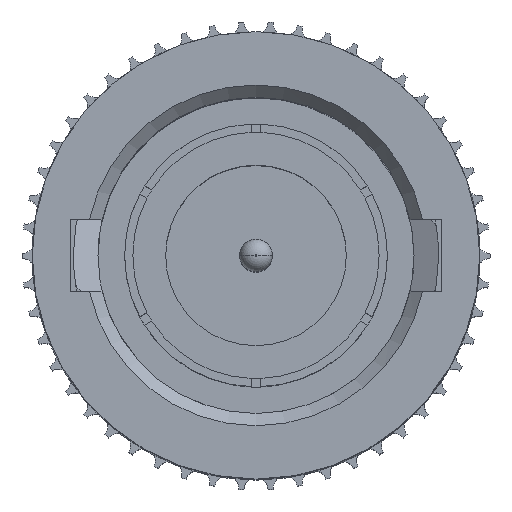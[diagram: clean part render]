
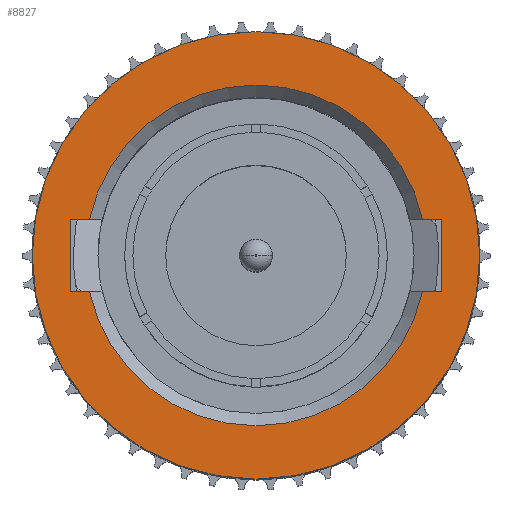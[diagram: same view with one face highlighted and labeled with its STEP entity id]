
A CAD part, top view. The second image highlights one B-rep face of the part: STEP entity #8827.
In plain terms, the highlighted planar face has unit normal (0, 0, 1).
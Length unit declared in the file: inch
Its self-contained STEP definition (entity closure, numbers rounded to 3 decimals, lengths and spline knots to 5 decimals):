
#100 = VECTOR ( 'NONE', #7137, 39.37008 ) ;
#174 = DIRECTION ( 'NONE',  ( 0., 0., 1. ) ) ;
#241 = ORIENTED_EDGE ( 'NONE', *, *, #6847, .F. ) ;
#376 = CARTESIAN_POINT ( 'NONE',  ( -0.22627, -0.04356, 0.4405 ) ) ;
#642 = DIRECTION ( 'NONE',  ( 0., 0., -1. ) ) ;
#963 = LINE ( 'NONE', #6878, #2488 ) ;
#1436 = CARTESIAN_POINT ( 'NONE',  ( -0.20288, -0.04356, 0.4405 ) ) ;
#1539 = EDGE_LOOP ( 'NONE', ( #17414, #4045 ) ) ;
#2488 = VECTOR ( 'NONE', #10440, 39.37008 ) ;
#2515 = DIRECTION ( 'NONE',  ( 0., 0., 1. ) ) ;
#2625 = CARTESIAN_POINT ( 'NONE',  ( 0., 0., 0.4405 ) ) ;
#2750 = ORIENTED_EDGE ( 'NONE', *, *, #20109, .F. ) ;
#2836 = LINE ( 'NONE', #8736, #100 ) ;
#2877 = DIRECTION ( 'NONE',  ( 0., 0., -1. ) ) ;
#2982 = CARTESIAN_POINT ( 'NONE',  ( 0., 0., 0.4405 ) ) ;
#2999 = CARTESIAN_POINT ( 'NONE',  ( 0., 0., 0.4405 ) ) ;
#3786 = VERTEX_POINT ( 'NONE', #1436 ) ;
#4045 = ORIENTED_EDGE ( 'NONE', *, *, #22798, .T. ) ;
#4140 = EDGE_CURVE ( 'NONE', #18972, #23373, #21661, .T. ) ;
#4561 = LINE ( 'NONE', #14065, #7510 ) ;
#4821 = DIRECTION ( 'NONE',  ( 1., 0., 0. ) ) ;
#5201 = VECTOR ( 'NONE', #16436, 39.37008 ) ;
#5298 = DIRECTION ( 'NONE',  ( 0., -1., 0. ) ) ;
#5604 = VERTEX_POINT ( 'NONE', #16462 ) ;
#6062 = VERTEX_POINT ( 'NONE', #16930 ) ;
#6824 = EDGE_CURVE ( 'NONE', #19227, #5604, #2836, .T. ) ;
#6847 = EDGE_CURVE ( 'NONE', #22349, #10408, #22265, .T. ) ;
#6878 = CARTESIAN_POINT ( 'NONE',  ( -0.22627, -0.04356, 0.4405 ) ) ;
#7137 = DIRECTION ( 'NONE',  ( -1., 0., 0. ) ) ;
#7254 = VECTOR ( 'NONE', #7652, 39.37008 ) ;
#7439 = ORIENTED_EDGE ( 'NONE', *, *, #22728, .T. ) ;
#7510 = VECTOR ( 'NONE', #4821, 39.37008 ) ;
#7543 = LINE ( 'NONE', #22913, #7254 ) ;
#7652 = DIRECTION ( 'NONE',  ( 0., 1., 0. ) ) ;
#7804 = CARTESIAN_POINT ( 'NONE',  ( -0.20288, 0.04356, 0.4405 ) ) ;
#7830 = ORIENTED_EDGE ( 'NONE', *, *, #11438, .F. ) ;
#7926 = CARTESIAN_POINT ( 'NONE',  ( 0., 0., 0.4405 ) ) ;
#8294 = DIRECTION ( 'NONE',  ( 1., 0., 0. ) ) ;
#8545 = CARTESIAN_POINT ( 'NONE',  ( 0., 0., 0.4405 ) ) ;
#8736 = CARTESIAN_POINT ( 'NONE',  ( -0.22627, 0.04356, 0.4405 ) ) ;
#8739 = LINE ( 'NONE', #10716, #5201 ) ;
#8827 = ADVANCED_FACE ( 'NONE', ( #18725, #9293 ), #24408, .T. ) ;
#8911 = VERTEX_POINT ( 'NONE', #7804 ) ;
#8913 = DIRECTION ( 'NONE',  ( 1., 0., 0. ) ) ;
#9293 = FACE_OUTER_BOUND ( 'NONE', #1539, .T. ) ;
#9442 = CARTESIAN_POINT ( 'NONE',  ( -0.22627, 0.04356, 0.4405 ) ) ;
#9716 = AXIS2_PLACEMENT_3D ( 'NONE', #7926, #174, #11377 ) ;
#10127 = DIRECTION ( 'NONE',  ( 0., 0., 1. ) ) ;
#10157 = CARTESIAN_POINT ( 'NONE',  ( 0.2725, 0., 0.4405 ) ) ;
#10408 = VERTEX_POINT ( 'NONE', #376 ) ;
#10440 = DIRECTION ( 'NONE',  ( 1., 0., 0. ) ) ;
#10636 = EDGE_CURVE ( 'NONE', #8911, #22349, #8739, .T. ) ;
#10716 = CARTESIAN_POINT ( 'NONE',  ( -0.22627, 0.04356, 0.4405 ) ) ;
#10787 = AXIS2_PLACEMENT_3D ( 'NONE', #8545, #2877, #8294 ) ;
#10945 = AXIS2_PLACEMENT_3D ( 'NONE', #2999, #2515, #8913 ) ;
#10954 = ORIENTED_EDGE ( 'NONE', *, *, #10636, .F. ) ;
#11180 = VERTEX_POINT ( 'NONE', #18573 ) ;
#11377 = DIRECTION ( 'NONE',  ( 1., 0., 0. ) ) ;
#11438 = EDGE_CURVE ( 'NONE', #10408, #3786, #4561, .T. ) ;
#13872 = VECTOR ( 'NONE', #5298, 39.37008 ) ;
#13950 = CIRCLE ( 'NONE', #10787, 0.2075 ) ;
#13965 = DIRECTION ( 'NONE',  ( 1., 0., 0. ) ) ;
#14065 = CARTESIAN_POINT ( 'NONE',  ( -0.22627, -0.04356, 0.4405 ) ) ;
#14199 = ORIENTED_EDGE ( 'NONE', *, *, #20684, .T. ) ;
#14677 = CARTESIAN_POINT ( 'NONE',  ( -0.22627, 0.04356, 0.4405 ) ) ;
#16436 = DIRECTION ( 'NONE',  ( -1., 0., 0. ) ) ;
#16462 = CARTESIAN_POINT ( 'NONE',  ( 0.20288, 0.04356, 0.4405 ) ) ;
#16930 = CARTESIAN_POINT ( 'NONE',  ( 0.22627, -0.04356, 0.4405 ) ) ;
#17414 = ORIENTED_EDGE ( 'NONE', *, *, #4140, .T. ) ;
#17603 = AXIS2_PLACEMENT_3D ( 'NONE', #2982, #642, #13965 ) ;
#17821 = DIRECTION ( 'NONE',  ( 1., 0., 0. ) ) ;
#18573 = CARTESIAN_POINT ( 'NONE',  ( 0.20288, -0.04356, 0.4405 ) ) ;
#18725 = FACE_BOUND ( 'NONE', #19691, .T. ) ;
#18972 = VERTEX_POINT ( 'NONE', #23984 ) ;
#19227 = VERTEX_POINT ( 'NONE', #20640 ) ;
#19536 = ORIENTED_EDGE ( 'NONE', *, *, #6824, .F. ) ;
#19691 = EDGE_LOOP ( 'NONE', ( #10954, #14199, #19536, #23560, #2750, #7439, #7830, #241 ) ) ;
#20109 = EDGE_CURVE ( 'NONE', #11180, #6062, #963, .T. ) ;
#20640 = CARTESIAN_POINT ( 'NONE',  ( 0.22627, 0.04356, 0.4405 ) ) ;
#20684 = EDGE_CURVE ( 'NONE', #8911, #5604, #13950, .T. ) ;
#20793 = EDGE_CURVE ( 'NONE', #6062, #19227, #7543, .T. ) ;
#21661 = CIRCLE ( 'NONE', #10945, 0.2725 ) ;
#22265 = LINE ( 'NONE', #14677, #13872 ) ;
#22349 = VERTEX_POINT ( 'NONE', #9442 ) ;
#22381 = CIRCLE ( 'NONE', #24340, 0.2725 ) ;
#22424 = CIRCLE ( 'NONE', #17603, 0.2075 ) ;
#22728 = EDGE_CURVE ( 'NONE', #11180, #3786, #22424, .T. ) ;
#22798 = EDGE_CURVE ( 'NONE', #23373, #18972, #22381, .T. ) ;
#22913 = CARTESIAN_POINT ( 'NONE',  ( 0.22627, 0.04356, 0.4405 ) ) ;
#23373 = VERTEX_POINT ( 'NONE', #10157 ) ;
#23560 = ORIENTED_EDGE ( 'NONE', *, *, #20793, .F. ) ;
#23984 = CARTESIAN_POINT ( 'NONE',  ( -0.2725, 0., 0.4405 ) ) ;
#24340 = AXIS2_PLACEMENT_3D ( 'NONE', #2625, #10127, #17821 ) ;
#24408 = PLANE ( 'NONE',  #9716 ) ;
